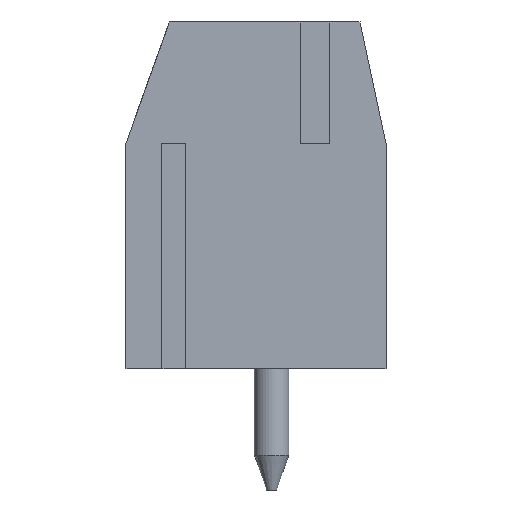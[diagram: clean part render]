
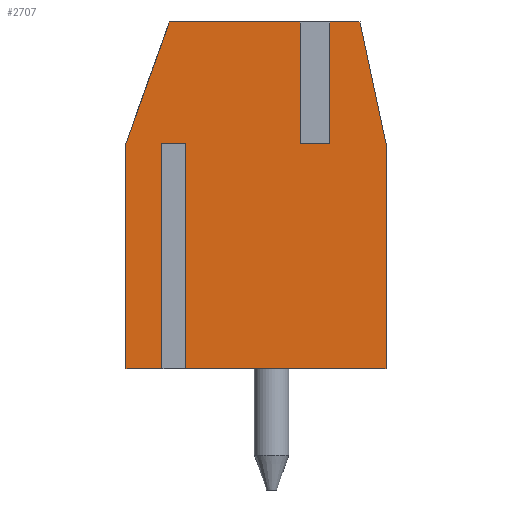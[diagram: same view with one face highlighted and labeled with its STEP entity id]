
A CAD part, left-side view. The second image highlights one B-rep face of the part: STEP entity #2707.
In plain terms, the highlighted planar face has unit normal (-1, 0, 0).
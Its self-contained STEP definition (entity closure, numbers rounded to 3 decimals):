
#380=ORIENTED_EDGE('',*,*,#1110,.F.);
#381=ORIENTED_EDGE('',*,*,#1111,.F.);
#382=ORIENTED_EDGE('',*,*,#1112,.T.);
#383=ORIENTED_EDGE('',*,*,#962,.T.);
#384=ORIENTED_EDGE('',*,*,#996,.T.);
#385=ORIENTED_EDGE('',*,*,#1109,.T.);
#386=ORIENTED_EDGE('',*,*,#1024,.T.);
#387=ORIENTED_EDGE('',*,*,#1113,.F.);
#388=ORIENTED_EDGE('',*,*,#1114,.F.);
#389=ORIENTED_EDGE('',*,*,#1115,.T.);
#390=ORIENTED_EDGE('',*,*,#1038,.T.);
#391=ORIENTED_EDGE('',*,*,#1022,.T.);
#392=ORIENTED_EDGE('',*,*,#1116,.T.);
#393=ORIENTED_EDGE('',*,*,#966,.T.);
#962=EDGE_CURVE('',#1346,#1345,#1603,.T.);
#966=EDGE_CURVE('',#1350,#1349,#1607,.T.);
#996=EDGE_CURVE('',#1345,#1373,#1629,.F.);
#1022=EDGE_CURVE('',#1375,#1397,#1655,.T.);
#1024=EDGE_CURVE('',#1400,#1398,#1657,.T.);
#1038=EDGE_CURVE('',#1409,#1375,#1668,.T.);
#1109=EDGE_CURVE('',#1373,#1400,#1726,.T.);
#1110=EDGE_CURVE('',#1457,#1349,#1727,.T.);
#1111=EDGE_CURVE('',#1458,#1457,#1728,.T.);
#1112=EDGE_CURVE('',#1458,#1346,#1729,.T.);
#1113=EDGE_CURVE('',#1459,#1398,#1730,.T.);
#1114=EDGE_CURVE('',#1460,#1459,#1731,.T.);
#1115=EDGE_CURVE('',#1460,#1409,#1732,.T.);
#1116=EDGE_CURVE('',#1397,#1350,#1733,.F.);
#1345=VERTEX_POINT('',#4103);
#1346=VERTEX_POINT('',#4105);
#1349=VERTEX_POINT('',#4111);
#1350=VERTEX_POINT('',#4113);
#1373=VERTEX_POINT('',#4167);
#1375=VERTEX_POINT('',#4172);
#1397=VERTEX_POINT('',#4218);
#1398=VERTEX_POINT('',#4222);
#1400=VERTEX_POINT('',#4225);
#1409=VERTEX_POINT('',#4248);
#1457=VERTEX_POINT('',#4384);
#1458=VERTEX_POINT('',#4386);
#1459=VERTEX_POINT('',#4389);
#1460=VERTEX_POINT('',#4391);
#1603=LINE('',#4104,#1907);
#1607=LINE('',#4112,#1911);
#1629=LINE('',#4168,#1933);
#1655=LINE('',#4219,#1959);
#1657=LINE('',#4224,#1961);
#1668=LINE('',#4247,#1972);
#1726=LINE('',#4381,#2030);
#1727=LINE('',#4383,#2031);
#1728=LINE('',#4385,#2032);
#1729=LINE('',#4387,#2033);
#1730=LINE('',#4388,#2034);
#1731=LINE('',#4390,#2035);
#1732=LINE('',#4392,#2036);
#1733=LINE('',#4393,#2037);
#1907=VECTOR('',#3314,1000.);
#1911=VECTOR('',#3318,1000.);
#1933=VECTOR('',#3360,1000.);
#1959=VECTOR('',#3388,1000.);
#1961=VECTOR('',#3392,1000.);
#1972=VECTOR('',#3409,1000.);
#2030=VECTOR('',#3523,1000.);
#2031=VECTOR('',#3526,1000.);
#2032=VECTOR('',#3527,1000.);
#2033=VECTOR('',#3528,1000.);
#2034=VECTOR('',#3529,1000.);
#2035=VECTOR('',#3530,1000.);
#2036=VECTOR('',#3531,1000.);
#2037=VECTOR('',#3532,1000.);
#2224=EDGE_LOOP('',(#380,#381,#382,#383,#384,#385,#386,#387,#388,#389,#390,
#391,#392,#393));
#2414=FACE_BOUND('',#2224,.T.);
#2593=PLANE('',#3097);
#2707=ADVANCED_FACE('',(#2414),#2593,.T.);
#3097=AXIS2_PLACEMENT_3D('',#4382,#3524,#3525);
#3314=DIRECTION('',(0.,1.,0.));
#3318=DIRECTION('',(0.,1.,0.));
#3360=DIRECTION('',(0.,-0.336,0.942));
#3388=DIRECTION('',(0.,0.,1.));
#3392=DIRECTION('',(0.,-1.,0.));
#3409=DIRECTION('',(0.,-1.,0.));
#3523=DIRECTION('',(0.,0.,-1.));
#3524=DIRECTION('',(-1.,0.,0.));
#3525=DIRECTION('',(0.,0.,1.));
#3526=DIRECTION('',(0.,0.,1.));
#3527=DIRECTION('',(0.,-1.,0.));
#3528=DIRECTION('',(0.,0.,1.));
#3529=DIRECTION('',(0.,0.,-1.));
#3530=DIRECTION('',(0.,1.,0.));
#3531=DIRECTION('',(0.,0.,-1.));
#3532=DIRECTION('',(0.,-0.21,-0.978));
#4103=CARTESIAN_POINT('',(-7.5,2.5,5.));
#4104=CARTESIAN_POINT('',(-7.5,-3.75,5.));
#4105=CARTESIAN_POINT('',(-7.5,-1.35,5.));
#4111=CARTESIAN_POINT('',(-7.5,-2.05,5.));
#4112=CARTESIAN_POINT('',(-7.5,-3.75,5.));
#4113=CARTESIAN_POINT('',(-7.5,-3.,5.));
#4167=CARTESIAN_POINT('',(-7.5,3.75,1.5));
#4168=CARTESIAN_POINT('',(-7.5,3.801,1.357));
#4172=CARTESIAN_POINT('',(-7.5,-3.75,-5.));
#4218=CARTESIAN_POINT('',(-7.5,-3.75,1.5));
#4219=CARTESIAN_POINT('',(-7.5,-3.75,-5.));
#4222=CARTESIAN_POINT('',(-7.5,2.725,-5.));
#4224=CARTESIAN_POINT('',(-7.5,3.75,-5.));
#4225=CARTESIAN_POINT('',(-7.5,3.75,-5.));
#4247=CARTESIAN_POINT('',(-7.5,3.75,-5.));
#4248=CARTESIAN_POINT('',(-7.5,2.025,-5.));
#4381=CARTESIAN_POINT('',(-7.5,3.75,5.));
#4382=CARTESIAN_POINT('',(-7.5,0.,0.));
#4383=CARTESIAN_POINT('',(-7.5,-2.05,1.5));
#4384=CARTESIAN_POINT('',(-7.5,-2.05,1.5));
#4385=CARTESIAN_POINT('',(-7.5,-1.35,1.5));
#4386=CARTESIAN_POINT('',(-7.5,-1.35,1.5));
#4387=CARTESIAN_POINT('',(-7.5,-1.35,1.5));
#4388=CARTESIAN_POINT('',(-7.5,2.725,1.5));
#4389=CARTESIAN_POINT('',(-7.5,2.725,1.5));
#4390=CARTESIAN_POINT('',(-7.5,2.025,1.5));
#4391=CARTESIAN_POINT('',(-7.5,2.025,1.5));
#4392=CARTESIAN_POINT('',(-7.5,2.025,1.5));
#4393=CARTESIAN_POINT('',(-7.5,-3.893,0.834));
